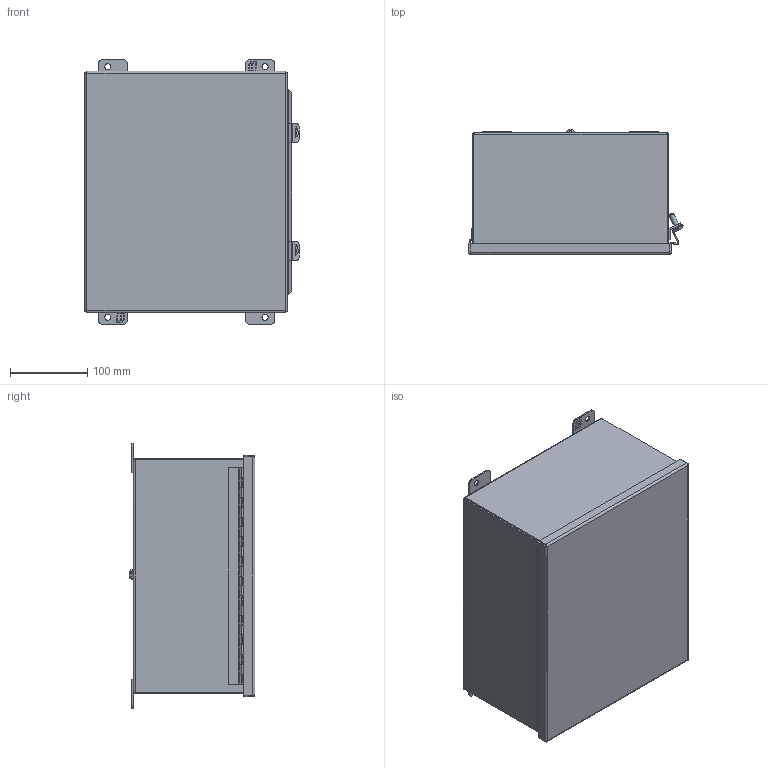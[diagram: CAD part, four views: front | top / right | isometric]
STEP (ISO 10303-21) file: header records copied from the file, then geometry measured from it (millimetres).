
FILE_DESCRIPTION(/* description */ ('Unknown'),/* implementation_level */ '2;1');
FILE_NAME(/* name */ '1414N4PHS16K6',/* time_stamp */ '2018-11-22T10:51:39-05:00',/* author */ ('Unknown'),/* organization */ ('Unknown'),/* preprocessor_version */ 'ST-DEVELOPER v16.7',/* originating_system */ 'DEX',/* authorisation */ $);
FILE_SCHEMA (('AUTOMOTIVE_DESIGN {1 0 10303 214 3 1 1}'));
Length unit declared in the file: millimetre
Products named in the file (20): 1414N4PHS16K6; COM42868; COM54180; STD26154; COM54178; COM70329; QLB20278; KIT90770; LAB30005; NTS16500; NTS17050; scs18968; COM54175-5; COM55188-4; STD26202; BUL10020; COM70220_oa_0; scs19420; COM54179
Assembly tree (29 placements, depth 3):
  1414N4PHS16K6
    COM42868
    COM54180  x4
    STD26154  x4
    COM54178  x2
    COM70329
    QLB20278
    KIT90770
      LAB30005
      NTS16500
      NTS17050
      scs18968
    COM54175-5
      COM55188-4
      STD26202
      COM54175-5
    STD26202
    BUL10020
    COM70220_oa_0
    scs19420  x2
    COM54179  x2
Bounding box: 277.15 x 162.29 x 342.9 mm (x, y, z)
Volume: 848360.3 mm3; surface area: 946044.8 mm2
Topology: 27 solids, 28 shells, 869 faces, 2226 edges, 1434 vertices
Faces by surface type: plane 576, cylinder 200, bspline 49, cone 34, torus 10
Full cylindrical faces by diameter (mm): 1.143 x1, 3.967 x6, 4.699 x1, 4.826 x2, 5.41 x2, 6.35 x4, 6.731 x4, 7.938 x4, 9.525 x4, 9.779 x1, 12.192 x2
Entity records: 21143 total; most frequent: CARTESIAN_POINT 5618, ORIENTED_EDGE 3170, DIRECTION 2986, EDGE_CURVE 1585, LINE 1052, VECTOR 1052, VERTEX_POINT 1028, AXIS2_PLACEMENT_3D 967
